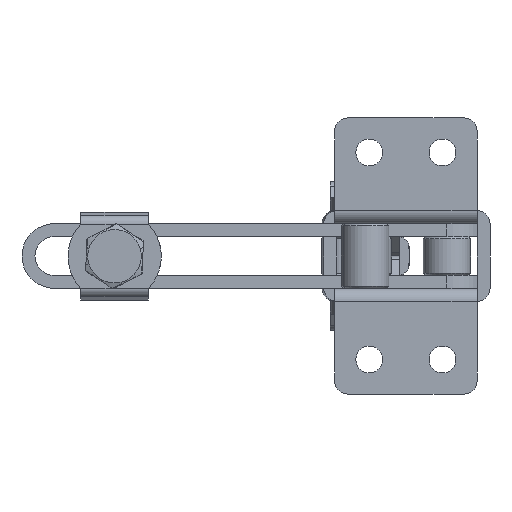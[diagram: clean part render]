
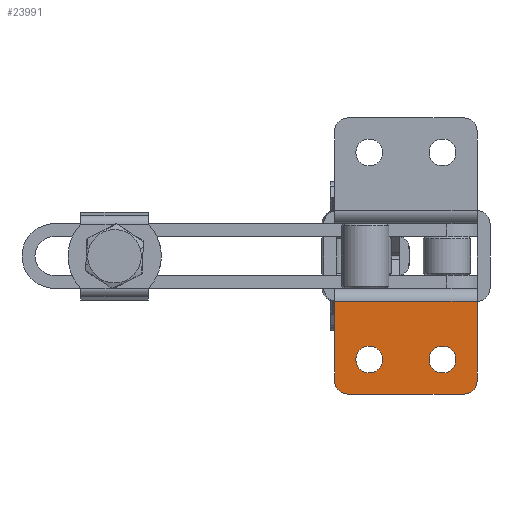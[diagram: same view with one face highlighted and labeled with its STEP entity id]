
A CAD part, front view. The second image highlights one B-rep face of the part: STEP entity #23991.
In plain terms, the highlighted planar face has unit normal (0, -1, 0).
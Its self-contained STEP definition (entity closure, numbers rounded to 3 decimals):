
#4911 = CARTESIAN_POINT ( 'NONE',  ( 8., 0., -10.4 ) ) ;
#4912 = CARTESIAN_POINT ( 'NONE',  ( 25., 0., -10.4 ) ) ;
#4943 = DIRECTION ( 'NONE',  ( 0., 0., 1. ) ) ;
#4944 = DIRECTION ( 'NONE',  ( 0., -1., 0. ) ) ;
#4945 = AXIS2_PLACEMENT_3D ( 'NONE', #4955, #4944, #4943 ) ;
#4955 = CARTESIAN_POINT ( 'NONE',  ( 8., 0., -13.5 ) ) ;
#4956 = CIRCLE ( 'NONE', #4945, 3.1 ) ;
#4975 = CARTESIAN_POINT ( 'NONE',  ( 8., 0., -16.6 ) ) ;
#5065 = CIRCLE ( 'NONE', #5067, 3.1 ) ;
#5067 = AXIS2_PLACEMENT_3D ( 'NONE', #5075, #5116, #5115 ) ;
#5075 = CARTESIAN_POINT ( 'NONE',  ( 25., 0., -13.5 ) ) ;
#5085 = CARTESIAN_POINT ( 'NONE',  ( 25., 0., -16.6 ) ) ;
#5115 = DIRECTION ( 'NONE',  ( 0., 0., 1. ) ) ;
#5116 = DIRECTION ( 'NONE',  ( 0., -1., 0. ) ) ;
#5459 = CARTESIAN_POINT ( 'NONE',  ( 0., 0., 0. ) ) ;
#5478 = DIRECTION ( 'NONE',  ( 0., 0., 1. ) ) ;
#5479 = DIRECTION ( 'NONE',  ( 0., -1., 0. ) ) ;
#5480 = CARTESIAN_POINT ( 'NONE',  ( 25., 0., -13.5 ) ) ;
#5481 = AXIS2_PLACEMENT_3D ( 'NONE', #5480, #5479, #5478 ) ;
#5482 = CIRCLE ( 'NONE', #5481, 3.1 ) ;
#5525 = CIRCLE ( 'NONE', #5581, 3. ) ;
#5531 = CARTESIAN_POINT ( 'NONE',  ( 30., 0., -21.5 ) ) ;
#5554 = DIRECTION ( 'NONE',  ( 0., -1., 0. ) ) ;
#5555 = CARTESIAN_POINT ( 'NONE',  ( 30., 0., -18.5 ) ) ;
#5556 = AXIS2_PLACEMENT_3D ( 'NONE', #5555, #5554, #5617 ) ;
#5557 = CARTESIAN_POINT ( 'NONE',  ( 33., 0., -18.5 ) ) ;
#5559 = CARTESIAN_POINT ( 'NONE',  ( 0., 0., -18.5 ) ) ;
#5560 = CIRCLE ( 'NONE', #5556, 3. ) ;
#5561 = DIRECTION ( 'NONE',  ( 0., 0., 1. ) ) ;
#5562 = DIRECTION ( 'NONE',  ( 0., -1., 0. ) ) ;
#5563 = FACE_BOUND ( 'NONE', #23966, .T. ) ;
#5565 = CARTESIAN_POINT ( 'NONE',  ( 33., 0., 0. ) ) ;
#5567 = CARTESIAN_POINT ( 'NONE',  ( 8., 0., -13.5 ) ) ;
#5568 = DIRECTION ( 'NONE',  ( 0., 0., 1. ) ) ;
#5569 = DIRECTION ( 'NONE',  ( 0., -1., 0. ) ) ;
#5573 = CIRCLE ( 'NONE', #5582, 3.1 ) ;
#5576 = CARTESIAN_POINT ( 'NONE',  ( 3., 0., -18.5 ) ) ;
#5581 = AXIS2_PLACEMENT_3D ( 'NONE', #5576, #5569, #5568 ) ;
#5582 = AXIS2_PLACEMENT_3D ( 'NONE', #5567, #5562, #5561 ) ;
#5584 = DIRECTION ( 'NONE',  ( 0., 0., 1. ) ) ;
#5586 = LINE ( 'NONE', #5644, #5643 ) ;
#5587 = CARTESIAN_POINT ( 'NONE',  ( 3., 0., -21.5 ) ) ;
#5589 = FACE_OUTER_BOUND ( 'NONE', #23988, .T. ) ;
#5598 = FACE_BOUND ( 'NONE', #23916, .T. ) ;
#5599 = DIRECTION ( 'NONE',  ( 0., 0., -1. ) ) ;
#5600 = VECTOR ( 'NONE', #5599, 1000. ) ;
#5601 = CARTESIAN_POINT ( 'NONE',  ( 0., 0., 21. ) ) ;
#5602 = LINE ( 'NONE', #5601, #5600 ) ;
#5603 = AXIS2_PLACEMENT_3D ( 'NONE', #5604, #5614, #5584 ) ;
#5604 = CARTESIAN_POINT ( 'NONE',  ( 0., 0., 21. ) ) ;
#5605 = DIRECTION ( 'NONE',  ( -1., 0., 0. ) ) ;
#5606 = VECTOR ( 'NONE', #5605, 1000. ) ;
#5607 = CARTESIAN_POINT ( 'NONE',  ( 0., 0., 0. ) ) ;
#5608 = LINE ( 'NONE', #5607, #5606 ) ;
#5609 = DIRECTION ( 'NONE',  ( 0., 0., -1. ) ) ;
#5610 = VECTOR ( 'NONE', #5609, 1000. ) ;
#5611 = CARTESIAN_POINT ( 'NONE',  ( 33., 0., 21. ) ) ;
#5614 = DIRECTION ( 'NONE',  ( 0., 1., 0. ) ) ;
#5615 = LINE ( 'NONE', #5611, #5610 ) ;
#5616 = PLANE ( 'NONE',  #5603 ) ;
#5617 = DIRECTION ( 'NONE',  ( 0., 0., 1. ) ) ;
#5642 = DIRECTION ( 'NONE',  ( 1., 0., 0. ) ) ;
#5643 = VECTOR ( 'NONE', #5642, 1000. ) ;
#5644 = CARTESIAN_POINT ( 'NONE',  ( 0., 0., -21.5 ) ) ;
#23709 = VERTEX_POINT ( 'NONE', #4912 ) ;
#23710 = VERTEX_POINT ( 'NONE', #4911 ) ;
#23711 = VERTEX_POINT ( 'NONE', #4975 ) ;
#23738 = EDGE_CURVE ( 'NONE', #23710, #23711, #4956, .T. ) ;
#23780 = EDGE_CURVE ( 'NONE', #23709, #23781, #5065, .T. ) ;
#23781 = VERTEX_POINT ( 'NONE', #5085 ) ;
#23916 = EDGE_LOOP ( 'NONE', ( #23993, #23995 ) ) ;
#23921 = EDGE_CURVE ( 'NONE', #23781, #23709, #5482, .T. ) ;
#23932 = VERTEX_POINT ( 'NONE', #5459 ) ;
#23966 = EDGE_LOOP ( 'NONE', ( #23970, #23985 ) ) ;
#23967 = EDGE_CURVE ( 'NONE', #23983, #23994, #5525, .T. ) ;
#23968 = EDGE_CURVE ( 'NONE', #23711, #23710, #5573, .T. ) ;
#23970 = ORIENTED_EDGE ( 'NONE', *, *, #23738, .F. ) ;
#23972 = ORIENTED_EDGE ( 'NONE', *, *, #23992, .T. ) ;
#23973 = VERTEX_POINT ( 'NONE', #5565 ) ;
#23974 = EDGE_CURVE ( 'NONE', #23977, #23976, #5560, .T. ) ;
#23975 = ORIENTED_EDGE ( 'NONE', *, *, #23982, .T. ) ;
#23976 = VERTEX_POINT ( 'NONE', #5557 ) ;
#23977 = VERTEX_POINT ( 'NONE', #5531 ) ;
#23978 = ORIENTED_EDGE ( 'NONE', *, *, #23980, .F. ) ;
#23979 = ORIENTED_EDGE ( 'NONE', *, *, #23974, .T. ) ;
#23980 = EDGE_CURVE ( 'NONE', #23973, #23976, #5615, .T. ) ;
#23981 = ORIENTED_EDGE ( 'NONE', *, *, #23967, .T. ) ;
#23982 = EDGE_CURVE ( 'NONE', #23973, #23932, #5608, .T. ) ;
#23983 = VERTEX_POINT ( 'NONE', #5559 ) ;
#23984 = EDGE_CURVE ( 'NONE', #23932, #23983, #5602, .T. ) ;
#23985 = ORIENTED_EDGE ( 'NONE', *, *, #23968, .F. ) ;
#23988 = EDGE_LOOP ( 'NONE', ( #23972, #23979, #23978, #23975, #23990, #23981 ) ) ;
#23990 = ORIENTED_EDGE ( 'NONE', *, *, #23984, .T. ) ;
#23991 = ADVANCED_FACE ( 'NONE', ( #5598, #5589, #5563 ), #5616, .F. ) ;
#23992 = EDGE_CURVE ( 'NONE', #23994, #23977, #5586, .T. ) ;
#23993 = ORIENTED_EDGE ( 'NONE', *, *, #23780, .F. ) ;
#23994 = VERTEX_POINT ( 'NONE', #5587 ) ;
#23995 = ORIENTED_EDGE ( 'NONE', *, *, #23921, .F. ) ;
